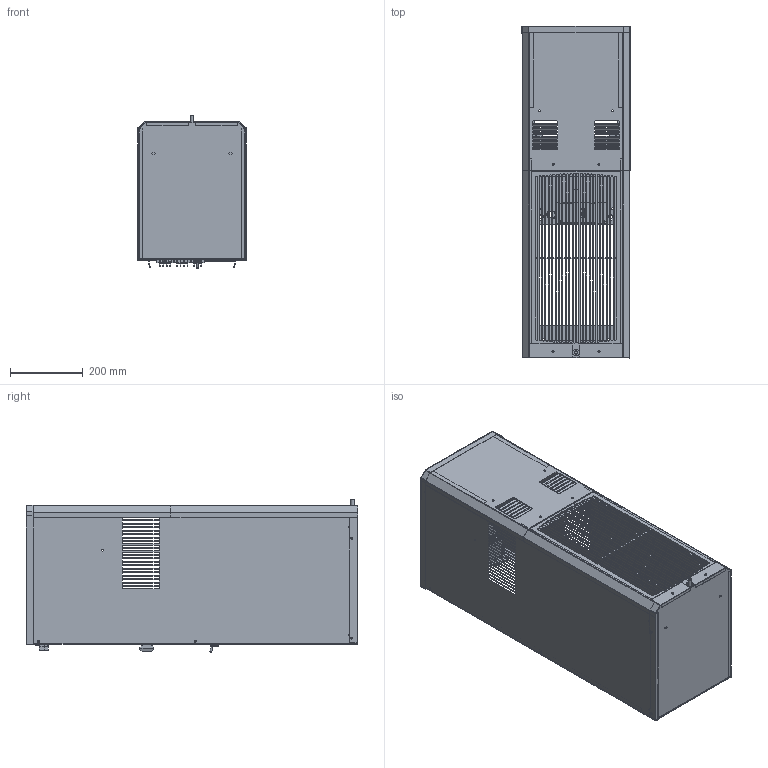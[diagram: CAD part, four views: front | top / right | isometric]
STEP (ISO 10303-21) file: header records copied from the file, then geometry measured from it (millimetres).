
FILE_DESCRIPTION((''),'2;1');
FILE_NAME('STEP-KNA4C6SP36L.stp', '2015-09-03T15:48:41',('User'),('SDRC'),'I-DEAS Master Series','UNIX','Yes');
FILE_SCHEMA(('CONFIG_CONTROL_DESIGN', 'GEOMETRIC_VALIDATION_PROPERTIES_MIM','SHAPE_APPEARANCE_LAYER_MIM'));
Length unit declared in the file: inch
Bounding box: 299.44 x 912.91 x 420.51 mm (x, y, z)
Volume: 727400.2 mm3; surface area: 3005001.2 mm2
Topology: 29 solids, 44 shells, 3107 faces, 8499 edges, 5505 vertices
Faces by surface type: bspline 3107
Entity records: 102516 total; most frequent: CARTESIAN_POINT 43902, ORIENTED_EDGE 16900, EDGE_CURVE 8450, OVER_RIDING_STYLED_ITEM 8068, VERTEX_POINT 5505, QUASI_UNIFORM_CURVE 4426, EDGE_LOOP 3699, FACE_OUTER_BOUND 3107
